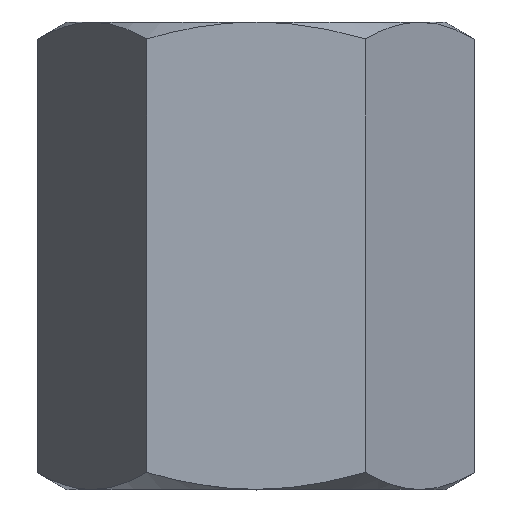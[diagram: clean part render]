
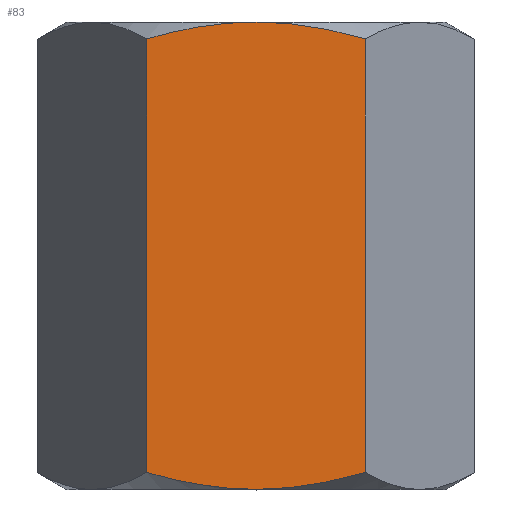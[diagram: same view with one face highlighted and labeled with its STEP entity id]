
A CAD part, top view. The second image highlights one B-rep face of the part: STEP entity #83.
In plain terms, the highlighted planar face has unit normal (0, 0, 1).
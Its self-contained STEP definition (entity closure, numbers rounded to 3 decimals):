
#83=ADVANCED_FACE('',(#181),#182,.T.);
#181=FACE_OUTER_BOUND('',#292,.T.);
#182=PLANE('',#293);
#292=EDGE_LOOP('',(#453,#454,#455,#456,#457,#458));
#293=AXIS2_PLACEMENT_3D('',#459,#460,#461);
#453=ORIENTED_EDGE('',*,*,#692,.T.);
#454=ORIENTED_EDGE('',*,*,#693,.T.);
#455=ORIENTED_EDGE('',*,*,#694,.T.);
#456=ORIENTED_EDGE('',*,*,#695,.F.);
#457=ORIENTED_EDGE('',*,*,#684,.F.);
#458=ORIENTED_EDGE('',*,*,#696,.F.);
#459=CARTESIAN_POINT('',(-9.238,0.0,16.0));
#460=DIRECTION('',(0.0,0.0,1.0));
#461=DIRECTION('',(1.0,-0.0,0.0));
#684=EDGE_CURVE('',#817,#766,#819,.T.);
#692=EDGE_CURVE('',#828,#829,#830,.T.);
#693=EDGE_CURVE('',#829,#831,#832,.T.);
#694=EDGE_CURVE('',#831,#833,#834,.T.);
#695=EDGE_CURVE('',#766,#833,#835,.T.);
#696=EDGE_CURVE('',#828,#817,#836,.T.);
#766=VERTEX_POINT('',#915);
#817=VERTEX_POINT('',#1042);
#819=(B_SPLINE_CURVE(2,(#1054,#1055,#1056),.UNSPECIFIED.,.F.,.F.)B_SPLINE_CURVE_WITH_KNOTS((3,3),(-12.418,-9.384),.UNSPECIFIED.)RATIONAL_B_SPLINE_CURVE((2.963,3.192,3.192))BOUNDED_CURVE()REPRESENTATION_ITEM('')GEOMETRIC_REPRESENTATION_ITEM()CURVE());
#828=VERTEX_POINT('',#1091);
#829=VERTEX_POINT('',#1092);
#830=(B_SPLINE_CURVE(2,(#1094,#1095,#1096),.UNSPECIFIED.,.F.,.F.)B_SPLINE_CURVE_WITH_KNOTS((3,3),(-12.418,-9.384),.UNSPECIFIED.)RATIONAL_B_SPLINE_CURVE((2.963,3.192,3.192))BOUNDED_CURVE()REPRESENTATION_ITEM('')GEOMETRIC_REPRESENTATION_ITEM()CURVE());
#831=VERTEX_POINT('',#1103);
#832=(B_SPLINE_CURVE(2,(#1105,#1106,#1107),.UNSPECIFIED.,.F.,.F.)B_SPLINE_CURVE_WITH_KNOTS((3,3),(-9.384,-6.35),.UNSPECIFIED.)RATIONAL_B_SPLINE_CURVE((3.192,3.192,2.963))BOUNDED_CURVE()REPRESENTATION_ITEM('')GEOMETRIC_REPRESENTATION_ITEM()CURVE());
#833=VERTEX_POINT('',#1114);
#834=LINE('',#1115,#1116);
#835=(B_SPLINE_CURVE(2,(#1118,#1119,#1120),.UNSPECIFIED.,.F.,.F.)B_SPLINE_CURVE_WITH_KNOTS((3,3),(-9.384,-6.35),.UNSPECIFIED.)RATIONAL_B_SPLINE_CURVE((3.192,3.192,2.963))BOUNDED_CURVE()REPRESENTATION_ITEM('')GEOMETRIC_REPRESENTATION_ITEM()CURVE());
#836=LINE('',#1127,#1128);
#915=CARTESIAN_POINT('',(0.,39.5,16.0));
#1042=CARTESIAN_POINT('',(-9.238,38.071,16.0));
#1054=CARTESIAN_POINT('',(-9.238,38.071,16.0));
#1055=CARTESIAN_POINT('',(-4.287,39.5,16.0));
#1056=CARTESIAN_POINT('',(0.,39.5,16.0));
#1091=CARTESIAN_POINT('',(-9.238,1.429,16.0));
#1092=CARTESIAN_POINT('',(0.,0.0,16.0));
#1094=CARTESIAN_POINT('',(-9.238,1.429,16.0));
#1095=CARTESIAN_POINT('',(-4.287,0.,16.0));
#1096=CARTESIAN_POINT('',(0.,0.,16.0));
#1103=CARTESIAN_POINT('',(9.238,1.429,16.0));
#1105=CARTESIAN_POINT('',(0.,0.,16.0));
#1106=CARTESIAN_POINT('',(4.287,0.,16.0));
#1107=CARTESIAN_POINT('',(9.238,1.429,16.0));
#1114=CARTESIAN_POINT('',(9.238,38.071,16.0));
#1115=CARTESIAN_POINT('',(9.238,1.429,16.0));
#1116=VECTOR('',#1336,36.642);
#1118=CARTESIAN_POINT('',(0.,39.5,16.0));
#1119=CARTESIAN_POINT('',(4.287,39.5,16.0));
#1120=CARTESIAN_POINT('',(9.238,38.071,16.0));
#1127=CARTESIAN_POINT('',(-9.238,1.429,16.0));
#1128=VECTOR('',#1337,36.642);
#1336=DIRECTION('',(0.0,1.0,0.0));
#1337=DIRECTION('',(0.0,1.0,0.0));
